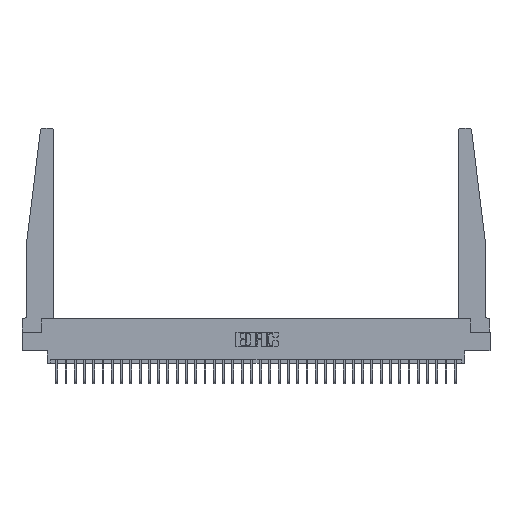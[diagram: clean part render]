
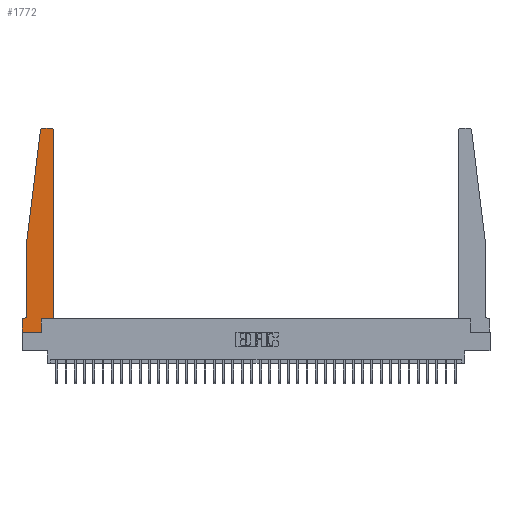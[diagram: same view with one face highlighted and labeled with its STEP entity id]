
A CAD part, top view. The second image highlights one B-rep face of the part: STEP entity #1772.
In plain terms, the highlighted planar face has unit normal (0, 0, 1).
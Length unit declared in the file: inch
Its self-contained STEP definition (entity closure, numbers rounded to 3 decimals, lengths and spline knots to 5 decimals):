
#9 = VERTEX_POINT ( 'NONE', #31626 ) ;
#1151 = ORIENTED_EDGE ( 'NONE', *, *, #35325, .T. ) ;
#1378 = CARTESIAN_POINT ( 'NONE',  ( 0., 0.1875, 0.37 ) ) ;
#1404 = VECTOR ( 'NONE', #21626, 39.37008 ) ;
#1535 = PLANE ( 'NONE',  #13216 ) ;
#1650 = EDGE_CURVE ( 'NONE', #25085, #9, #19728, .T. ) ;
#1772 = ADVANCED_FACE ( 'NONE', ( #22779 ), #1535, .T. ) ;
#1828 = CARTESIAN_POINT ( 'NONE',  ( 0.395, 2.72, 0.37 ) ) ;
#3293 = LINE ( 'NONE', #11605, #14591 ) ;
#3301 = CARTESIAN_POINT ( 'NONE',  ( 0.425, 2.72, 0.37 ) ) ;
#3631 = CIRCLE ( 'NONE', #19156, 0.05 ) ;
#4978 = DIRECTION ( 'NONE',  ( 1., 0., 0. ) ) ;
#5004 = ORIENTED_EDGE ( 'NONE', *, *, #29381, .T. ) ;
#5589 = CARTESIAN_POINT ( 'NONE',  ( 0.425, 0.18, 0.37 ) ) ;
#5799 = EDGE_CURVE ( 'NONE', #9, #18051, #3631, .T. ) ;
#6069 = VERTEX_POINT ( 'NONE', #19494 ) ;
#6183 = CARTESIAN_POINT ( 'NONE',  ( 0.27653, 2.72, 0.37 ) ) ;
#6194 = VECTOR ( 'NONE', #4978, 39.37008 ) ;
#6377 = EDGE_CURVE ( 'NONE', #30808, #23478, #3293, .T. ) ;
#6479 = CARTESIAN_POINT ( 'NONE',  ( 0.015, 0.2375, 0.37 ) ) ;
#6533 = DIRECTION ( 'NONE',  ( 0., 0., 1. ) ) ;
#6809 = DIRECTION ( 'NONE',  ( 0., 0., 1. ) ) ;
#6963 = ORIENTED_EDGE ( 'NONE', *, *, #5799, .T. ) ;
#7010 = EDGE_LOOP ( 'NONE', ( #19958, #18074, #12380, #8819, #6963, #5004, #17769, #1151, #31720, #18209, #10238, #30602 ) ) ;
#8819 = ORIENTED_EDGE ( 'NONE', *, *, #1650, .T. ) ;
#10017 = VECTOR ( 'NONE', #23217, 39.37008 ) ;
#10173 = AXIS2_PLACEMENT_3D ( 'NONE', #6183, #6533, #34017 ) ;
#10238 = ORIENTED_EDGE ( 'NONE', *, *, #16399, .T. ) ;
#11141 = DIRECTION ( 'NONE',  ( -1., 0., 0. ) ) ;
#11339 = CIRCLE ( 'NONE', #10173, 0.03 ) ;
#11378 = LINE ( 'NONE', #33649, #31378 ) ;
#11605 = CARTESIAN_POINT ( 'NONE',  ( 0., 0., 0.37 ) ) ;
#12231 = LINE ( 'NONE', #34749, #31409 ) ;
#12254 = LINE ( 'NONE', #30964, #10017 ) ;
#12380 = ORIENTED_EDGE ( 'NONE', *, *, #35495, .T. ) ;
#13192 = EDGE_CURVE ( 'NONE', #18920, #34326, #33536, .T. ) ;
#13216 = AXIS2_PLACEMENT_3D ( 'NONE', #20426, #6809, #15221 ) ;
#13716 = LINE ( 'NONE', #21261, #1404 ) ;
#13868 = CARTESIAN_POINT ( 'NONE',  ( 0.065, 1.25, 0.37 ) ) ;
#14170 = CARTESIAN_POINT ( 'NONE',  ( 0.065, 0.1875, 0.37 ) ) ;
#14591 = VECTOR ( 'NONE', #34616, 39.37008 ) ;
#15075 = CARTESIAN_POINT ( 'NONE',  ( 0.2605, 0., 0.37 ) ) ;
#15221 = DIRECTION ( 'NONE',  ( 1., 0., 0. ) ) ;
#16323 = CARTESIAN_POINT ( 'NONE',  ( 0.065, 1.25, 0.37 ) ) ;
#16399 = EDGE_CURVE ( 'NONE', #27805, #18920, #13716, .T. ) ;
#17241 = DIRECTION ( 'NONE',  ( 0., 1., 0. ) ) ;
#17769 = ORIENTED_EDGE ( 'NONE', *, *, #6377, .T. ) ;
#17981 = DIRECTION ( 'NONE',  ( -0.122, -0.992, 0. ) ) ;
#18051 = VERTEX_POINT ( 'NONE', #31478 ) ;
#18074 = ORIENTED_EDGE ( 'NONE', *, *, #34141, .T. ) ;
#18209 = ORIENTED_EDGE ( 'NONE', *, *, #18894, .T. ) ;
#18624 = LINE ( 'NONE', #29577, #6194 ) ;
#18894 = EDGE_CURVE ( 'NONE', #23267, #27805, #18624, .T. ) ;
#18920 = VERTEX_POINT ( 'NONE', #3301 ) ;
#19156 = AXIS2_PLACEMENT_3D ( 'NONE', #6479, #31611, #28529 ) ;
#19439 = EDGE_CURVE ( 'NONE', #31416, #23267, #22817, .T. ) ;
#19494 = CARTESIAN_POINT ( 'NONE',  ( 0.24675, 2.72367, 0.37 ) ) ;
#19728 = LINE ( 'NONE', #16323, #34437 ) ;
#19958 = ORIENTED_EDGE ( 'NONE', *, *, #30517, .T. ) ;
#20355 = DIRECTION ( 'NONE',  ( 0., 0., 1. ) ) ;
#20426 = CARTESIAN_POINT ( 'NONE',  ( 0., 0.1875, 0.37 ) ) ;
#21261 = CARTESIAN_POINT ( 'NONE',  ( 0.425, 0.18, 0.37 ) ) ;
#21626 = DIRECTION ( 'NONE',  ( 0., 1., 0. ) ) ;
#22052 = AXIS2_PLACEMENT_3D ( 'NONE', #1828, #20355, #31335 ) ;
#22074 = CARTESIAN_POINT ( 'NONE',  ( 0., 0., 0.37 ) ) ;
#22497 = DIRECTION ( 'NONE',  ( 1., 0., 0. ) ) ;
#22779 = FACE_OUTER_BOUND ( 'NONE', #7010, .T. ) ;
#22817 = LINE ( 'NONE', #25334, #26288 ) ;
#23217 = DIRECTION ( 'NONE',  ( -1., 0., 0. ) ) ;
#23267 = VERTEX_POINT ( 'NONE', #27523 ) ;
#23478 = VERTEX_POINT ( 'NONE', #22074 ) ;
#25085 = VERTEX_POINT ( 'NONE', #13868 ) ;
#25334 = CARTESIAN_POINT ( 'NONE',  ( 0.2605, 0.18, 0.37 ) ) ;
#26288 = VECTOR ( 'NONE', #17241, 39.37008 ) ;
#27265 = DIRECTION ( 'NONE',  ( 0., -1., 0. ) ) ;
#27523 = CARTESIAN_POINT ( 'NONE',  ( 0.2605, 0.18, 0.37 ) ) ;
#27805 = VERTEX_POINT ( 'NONE', #5589 ) ;
#28287 = VECTOR ( 'NONE', #11141, 39.37008 ) ;
#28529 = DIRECTION ( 'NONE',  ( -1., 0., 0. ) ) ;
#29127 = CARTESIAN_POINT ( 'NONE',  ( 0.27653, 2.75, 0.37 ) ) ;
#29381 = EDGE_CURVE ( 'NONE', #18051, #30808, #30879, .T. ) ;
#29577 = CARTESIAN_POINT ( 'NONE',  ( 0.425, 0.18, 0.37 ) ) ;
#30517 = EDGE_CURVE ( 'NONE', #34326, #32258, #12254, .T. ) ;
#30602 = ORIENTED_EDGE ( 'NONE', *, *, #13192, .T. ) ;
#30808 = VERTEX_POINT ( 'NONE', #1378 ) ;
#30870 = CARTESIAN_POINT ( 'NONE',  ( 0.395, 2.75, 0.37 ) ) ;
#30879 = LINE ( 'NONE', #14170, #28287 ) ;
#30964 = CARTESIAN_POINT ( 'NONE',  ( 0.25, 2.75, 0.37 ) ) ;
#31335 = DIRECTION ( 'NONE',  ( 1., 0., 0. ) ) ;
#31378 = VECTOR ( 'NONE', #22497, 39.37008 ) ;
#31409 = VECTOR ( 'NONE', #17981, 39.37008 ) ;
#31416 = VERTEX_POINT ( 'NONE', #15075 ) ;
#31478 = CARTESIAN_POINT ( 'NONE',  ( 0.015, 0.1875, 0.37 ) ) ;
#31611 = DIRECTION ( 'NONE',  ( 0., 0., -1. ) ) ;
#31626 = CARTESIAN_POINT ( 'NONE',  ( 0.065, 0.2375, 0.37 ) ) ;
#31720 = ORIENTED_EDGE ( 'NONE', *, *, #19439, .T. ) ;
#32258 = VERTEX_POINT ( 'NONE', #29127 ) ;
#33536 = CIRCLE ( 'NONE', #22052, 0.03 ) ;
#33649 = CARTESIAN_POINT ( 'NONE',  ( 0., 0., 0.37 ) ) ;
#34017 = DIRECTION ( 'NONE',  ( 1., 0., 0. ) ) ;
#34141 = EDGE_CURVE ( 'NONE', #32258, #6069, #11339, .T. ) ;
#34326 = VERTEX_POINT ( 'NONE', #30870 ) ;
#34437 = VECTOR ( 'NONE', #27265, 39.37008 ) ;
#34616 = DIRECTION ( 'NONE',  ( 0., -1., 0. ) ) ;
#34749 = CARTESIAN_POINT ( 'NONE',  ( 0.065, 1.25, 0.37 ) ) ;
#35325 = EDGE_CURVE ( 'NONE', #23478, #31416, #11378, .T. ) ;
#35495 = EDGE_CURVE ( 'NONE', #6069, #25085, #12231, .T. ) ;
